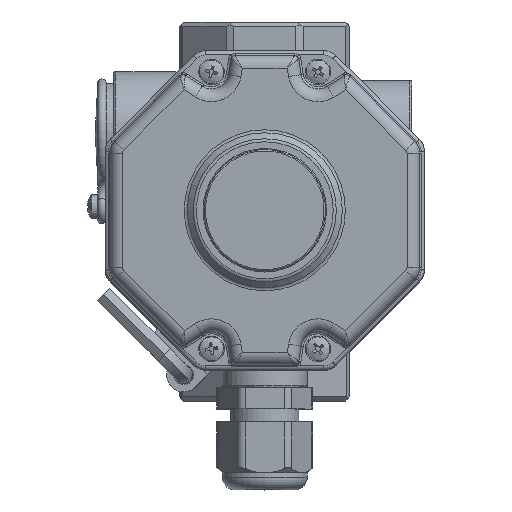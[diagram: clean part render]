
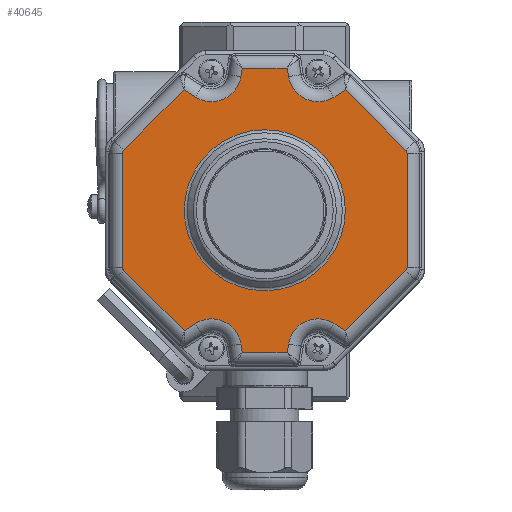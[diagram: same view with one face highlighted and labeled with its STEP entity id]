
A CAD part, top view. The second image highlights one B-rep face of the part: STEP entity #40645.
In plain terms, the highlighted face is planar.
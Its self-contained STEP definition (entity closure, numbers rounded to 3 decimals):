
#1385=PLANE('',#44345);
#3466=CIRCLE('',#44212,1.);
#3471=CIRCLE('',#44220,1.);
#3479=CIRCLE('',#44233,7.);
#3488=CIRCLE('',#44247,1.);
#3492=CIRCLE('',#44254,7.);
#3496=CIRCLE('',#44259,1.);
#3531=CIRCLE('',#44346,7.);
#3532=CIRCLE('',#44347,7.);
#3533=CIRCLE('',#44348,18.914);
#10276=ORIENTED_EDGE('',*,*,#18566,.T.);
#10277=ORIENTED_EDGE('',*,*,#18745,.T.);
#10278=ORIENTED_EDGE('',*,*,#18556,.T.);
#10279=ORIENTED_EDGE('',*,*,#18552,.T.);
#10280=ORIENTED_EDGE('',*,*,#18558,.T.);
#10281=ORIENTED_EDGE('',*,*,#18561,.T.);
#10282=ORIENTED_EDGE('',*,*,#18568,.T.);
#10283=ORIENTED_EDGE('',*,*,#18573,.T.);
#10284=ORIENTED_EDGE('',*,*,#18583,.T.);
#10285=ORIENTED_EDGE('',*,*,#18589,.T.);
#10286=ORIENTED_EDGE('',*,*,#18592,.T.);
#10287=ORIENTED_EDGE('',*,*,#18603,.T.);
#10288=ORIENTED_EDGE('',*,*,#18614,.T.);
#10289=ORIENTED_EDGE('',*,*,#18620,.T.);
#10290=ORIENTED_EDGE('',*,*,#18626,.T.);
#10291=ORIENTED_EDGE('',*,*,#18630,.T.);
#10292=ORIENTED_EDGE('',*,*,#18624,.T.);
#10293=ORIENTED_EDGE('',*,*,#18618,.T.);
#10294=ORIENTED_EDGE('',*,*,#18612,.T.);
#10295=ORIENTED_EDGE('',*,*,#18607,.T.);
#10296=ORIENTED_EDGE('',*,*,#18597,.T.);
#10297=ORIENTED_EDGE('',*,*,#18746,.T.);
#10298=ORIENTED_EDGE('',*,*,#18587,.T.);
#10299=ORIENTED_EDGE('',*,*,#18577,.T.);
#10300=ORIENTED_EDGE('',*,*,#18747,.T.);
#18552=EDGE_CURVE('',#23068,#23070,#26084,.T.);
#18556=EDGE_CURVE('',#23071,#23068,#26087,.T.);
#18558=EDGE_CURVE('',#23070,#23074,#3466,.T.);
#18561=EDGE_CURVE('',#23074,#23076,#26088,.T.);
#18566=EDGE_CURVE('',#23077,#23080,#26091,.T.);
#18568=EDGE_CURVE('',#23076,#23082,#3471,.T.);
#18573=EDGE_CURVE('',#23082,#23085,#26092,.T.);
#18577=EDGE_CURVE('',#23086,#23077,#26095,.T.);
#18583=EDGE_CURVE('',#23085,#23091,#26096,.T.);
#18587=EDGE_CURVE('',#23092,#23086,#26099,.T.);
#18589=EDGE_CURVE('',#23091,#23095,#3479,.T.);
#18592=EDGE_CURVE('',#23095,#23097,#26100,.T.);
#18597=EDGE_CURVE('',#23098,#23101,#26103,.T.);
#18603=EDGE_CURVE('',#23097,#23105,#26104,.T.);
#18607=EDGE_CURVE('',#23106,#23098,#26107,.T.);
#18612=EDGE_CURVE('',#23109,#23106,#3488,.T.);
#18614=EDGE_CURVE('',#23105,#23112,#26108,.T.);
#18618=EDGE_CURVE('',#23113,#23109,#26111,.T.);
#18620=EDGE_CURVE('',#23112,#23116,#3492,.T.);
#18624=EDGE_CURVE('',#23117,#23113,#3496,.T.);
#18626=EDGE_CURVE('',#23116,#23120,#26112,.T.);
#18630=EDGE_CURVE('',#23120,#23117,#26115,.T.);
#18745=EDGE_CURVE('',#23080,#23071,#3531,.T.);
#18746=EDGE_CURVE('',#23101,#23092,#3532,.T.);
#18747=EDGE_CURVE('',#23184,#23184,#3533,.T.);
#23068=VERTEX_POINT('',#68760);
#23070=VERTEX_POINT('',#68779);
#23071=VERTEX_POINT('',#68784);
#23074=VERTEX_POINT('',#68791);
#23076=VERTEX_POINT('',#68797);
#23077=VERTEX_POINT('',#68816);
#23080=VERTEX_POINT('',#68821);
#23082=VERTEX_POINT('',#68826);
#23085=VERTEX_POINT('',#68905);
#23086=VERTEX_POINT('',#68924);
#23091=VERTEX_POINT('',#69043);
#23092=VERTEX_POINT('',#69048);
#23095=VERTEX_POINT('',#69055);
#23097=VERTEX_POINT('',#69075);
#23098=VERTEX_POINT('',#69094);
#23101=VERTEX_POINT('',#69099);
#23105=VERTEX_POINT('',#69230);
#23106=VERTEX_POINT('',#69235);
#23109=VERTEX_POINT('',#69300);
#23112=VERTEX_POINT('',#69307);
#23113=VERTEX_POINT('',#69312);
#23116=VERTEX_POINT('',#69319);
#23117=VERTEX_POINT('',#69324);
#23120=VERTEX_POINT('',#69345);
#23184=VERTEX_POINT('',#69632);
#26084=LINE('',#68780,#28469);
#26087=LINE('',#68787,#28472);
#26088=LINE('',#68798,#28473);
#26091=LINE('',#68822,#28476);
#26092=LINE('',#68906,#28477);
#26095=LINE('',#68927,#28480);
#26096=LINE('',#69044,#28481);
#26099=LINE('',#69051,#28484);
#26100=LINE('',#69076,#28485);
#26103=LINE('',#69100,#28488);
#26104=LINE('',#69231,#28489);
#26107=LINE('',#69238,#28492);
#26108=LINE('',#69308,#28493);
#26111=LINE('',#69315,#28496);
#26112=LINE('',#69346,#28497);
#26115=LINE('',#69366,#28500);
#28469=VECTOR('',#52551,1000.);
#28472=VECTOR('',#52558,1000.);
#28473=VECTOR('',#52571,1000.);
#28476=VECTOR('',#52578,1000.);
#28477=VECTOR('',#52591,1000.);
#28480=VECTOR('',#52596,1000.);
#28481=VECTOR('',#52605,1000.);
#28484=VECTOR('',#52612,1000.);
#28485=VECTOR('',#52623,1000.);
#28488=VECTOR('',#52630,1000.);
#28489=VECTOR('',#52637,1000.);
#28492=VECTOR('',#52644,1000.);
#28493=VECTOR('',#52659,1000.);
#28496=VECTOR('',#52666,1000.);
#28497=VECTOR('',#52685,1000.);
#28500=VECTOR('',#52690,1000.);
#31003=EDGE_LOOP('',(#10276,#10277,#10278,#10279,#10280,#10281,#10282,#10283,
#10284,#10285,#10286,#10287,#10288,#10289,#10290,#10291,#10292,#10293,#10294,
#10295,#10296,#10297,#10298,#10299));
#31004=EDGE_LOOP('',(#10300));
#33799=FACE_BOUND('',#31003,.T.);
#33800=FACE_BOUND('',#31004,.T.);
#40645=ADVANCED_FACE('',(#33799,#33800),#1385,.T.);
#44212=AXIS2_PLACEMENT_3D('',#68792,#52563,#52564);
#44220=AXIS2_PLACEMENT_3D('',#68827,#52583,#52584);
#44233=AXIS2_PLACEMENT_3D('',#69056,#52617,#52618);
#44247=AXIS2_PLACEMENT_3D('',#69303,#52653,#52654);
#44254=AXIS2_PLACEMENT_3D('',#69320,#52671,#52672);
#44259=AXIS2_PLACEMENT_3D('',#69327,#52681,#52682);
#44345=AXIS2_PLACEMENT_3D('',#69628,#52937,#52938);
#44346=AXIS2_PLACEMENT_3D('',#69629,#52939,#52940);
#44347=AXIS2_PLACEMENT_3D('',#69630,#52941,#52942);
#44348=AXIS2_PLACEMENT_3D('',#69631,#52943,#52944);
#52551=DIRECTION('',(-0.707,0.,0.707));
#52558=DIRECTION('',(-0.844,0.,-0.536));
#52563=DIRECTION('',(0.,1.,0.));
#52564=DIRECTION('',(0.,0.,1.));
#52571=DIRECTION('',(0.,0.,1.));
#52578=DIRECTION('',(-0.156,0.,0.988));
#52583=DIRECTION('',(0.,1.,0.));
#52584=DIRECTION('',(0.,0.,1.));
#52591=DIRECTION('',(0.707,0.,0.707));
#52596=DIRECTION('',(-1.,0.,0.));
#52605=DIRECTION('',(0.844,0.,-0.536));
#52612=DIRECTION('',(-0.156,0.,-0.988));
#52617=DIRECTION('',(0.,-1.,0.));
#52618=DIRECTION('',(0.,0.,1.));
#52623=DIRECTION('',(0.156,0.,0.988));
#52630=DIRECTION('',(-0.844,0.,0.536));
#52637=DIRECTION('',(1.,0.,0.));
#52644=DIRECTION('',(-0.707,0.,-0.707));
#52653=DIRECTION('',(0.,1.,0.));
#52654=DIRECTION('',(0.,0.,1.));
#52659=DIRECTION('',(0.156,0.,-0.988));
#52666=DIRECTION('',(0.,0.,-1.));
#52671=DIRECTION('',(0.,-1.,0.));
#52672=DIRECTION('',(0.,0.,1.));
#52681=DIRECTION('',(0.,1.,0.));
#52682=DIRECTION('',(0.,0.,1.));
#52685=DIRECTION('',(0.844,0.,0.536));
#52690=DIRECTION('',(0.707,0.,-0.707));
#52937=DIRECTION('',(0.,1.,0.));
#52938=DIRECTION('',(0.,0.,1.));
#52939=DIRECTION('',(0.,-1.,0.));
#52940=DIRECTION('',(0.,0.,1.));
#52941=DIRECTION('',(0.,-1.,0.));
#52942=DIRECTION('',(0.,0.,1.));
#52943=DIRECTION('',(0.,-1.,0.));
#52944=DIRECTION('',(0.,0.,1.));
#68760=CARTESIAN_POINT('',(-18.939,26.,-28.296));
#68779=CARTESIAN_POINT('',(-33.107,26.,-14.128));
#68780=CARTESIAN_POINT('',(-33.107,26.,-14.128));
#68784=CARTESIAN_POINT('',(-16.251,26.,-26.59));
#68787=CARTESIAN_POINT('',(-20.292,26.,-29.154));
#68791=CARTESIAN_POINT('',(-33.4,26.,-13.421));
#68792=CARTESIAN_POINT('',(-32.4,26.,-13.421));
#68797=CARTESIAN_POINT('',(-33.4,26.,13.421));
#68798=CARTESIAN_POINT('',(-33.4,26.,13.421));
#68816=CARTESIAN_POINT('',(-5.27,26.,-33.4));
#68821=CARTESIAN_POINT('',(-5.586,26.,-31.405));
#68822=CARTESIAN_POINT('',(-10.302,26.,-1.632));
#68826=CARTESIAN_POINT('',(-33.107,26.,14.128));
#68827=CARTESIAN_POINT('',(-32.4,26.,13.421));
#68905=CARTESIAN_POINT('',(-18.939,26.,28.296));
#68906=CARTESIAN_POINT('',(-17.806,26.,29.429));
#68924=CARTESIAN_POINT('',(5.27,26.,-33.4));
#68927=CARTESIAN_POINT('',(-6.978,26.,-33.4));
#69043=CARTESIAN_POINT('',(-16.251,26.,26.59));
#69044=CARTESIAN_POINT('',(7.364,26.,11.603));
#69048=CARTESIAN_POINT('',(5.586,26.,-31.405));
#69051=CARTESIAN_POINT('',(5.003,26.,-35.087));
#69055=CARTESIAN_POINT('',(-5.586,26.,31.405));
#69056=CARTESIAN_POINT('',(-12.5,26.,32.5));
#69075=CARTESIAN_POINT('',(-5.27,26.,33.4));
#69076=CARTESIAN_POINT('',(-5.003,26.,35.087));
#69094=CARTESIAN_POINT('',(18.939,26.,-28.296));
#69099=CARTESIAN_POINT('',(16.251,26.,-26.59));
#69100=CARTESIAN_POINT('',(-7.364,26.,-11.603));
#69230=CARTESIAN_POINT('',(5.27,26.,33.4));
#69231=CARTESIAN_POINT('',(6.978,26.,33.4));
#69235=CARTESIAN_POINT('',(33.107,26.,-14.128));
#69238=CARTESIAN_POINT('',(17.806,26.,-29.429));
#69300=CARTESIAN_POINT('',(33.4,26.,-13.421));
#69303=CARTESIAN_POINT('',(32.4,26.,-13.421));
#69307=CARTESIAN_POINT('',(5.586,26.,31.405));
#69308=CARTESIAN_POINT('',(10.302,26.,1.632));
#69312=CARTESIAN_POINT('',(33.4,26.,13.421));
#69315=CARTESIAN_POINT('',(33.4,26.,-13.421));
#69319=CARTESIAN_POINT('',(16.251,26.,26.59));
#69320=CARTESIAN_POINT('',(12.5,26.,32.5));
#69324=CARTESIAN_POINT('',(33.107,26.,14.128));
#69327=CARTESIAN_POINT('',(32.4,26.,13.421));
#69345=CARTESIAN_POINT('',(18.939,26.,28.296));
#69346=CARTESIAN_POINT('',(20.292,26.,29.154));
#69366=CARTESIAN_POINT('',(33.107,26.,14.128));
#69628=CARTESIAN_POINT('',(0.,26.,0.));
#69629=CARTESIAN_POINT('',(-12.5,26.,-32.5));
#69630=CARTESIAN_POINT('',(12.5,26.,-32.5));
#69631=CARTESIAN_POINT('',(0.,26.,0.));
#69632=CARTESIAN_POINT('',(0.,26.,18.914));
